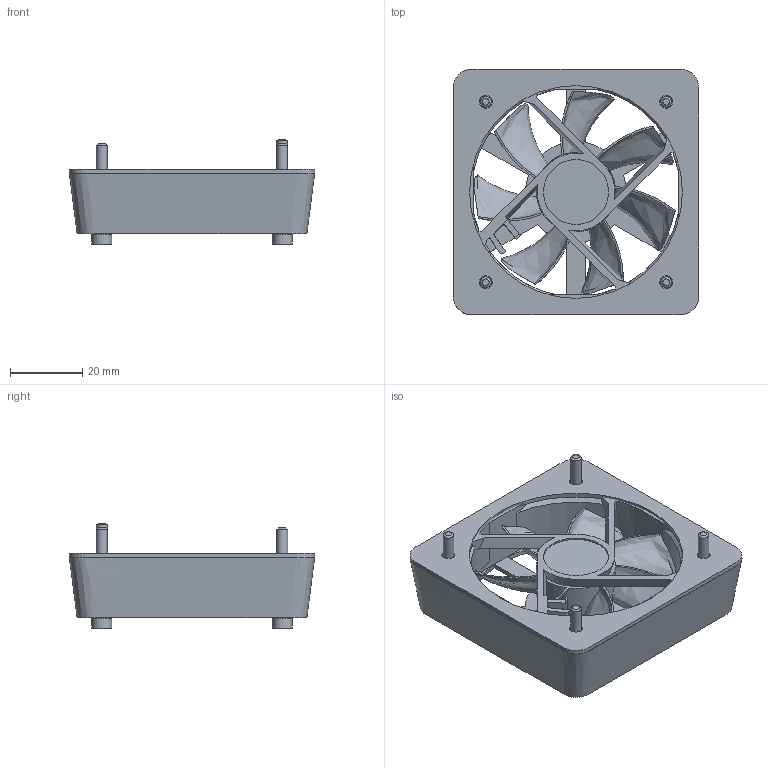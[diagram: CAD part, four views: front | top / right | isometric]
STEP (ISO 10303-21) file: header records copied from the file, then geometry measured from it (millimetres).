
FILE_DESCRIPTION(/* description */ (''),/* implementation_level */ '2;1');
FILE_NAME(/* name */ '6015 Fan Assembly.step',/* time_stamp */ '2023-06-05T04:53:12-05:00',/* author */ (''),/* organization */ (''),/* preprocessor_version */ 'ST-DEVELOPER v19.2',/* originating_system */ 'Autodesk Translation Framework v12.6.0.85',/* authorisation */ '');
FILE_SCHEMA (('AUTOMOTIVE_DESIGN { 1 0 10303 214 3 1 1 }'));
Length unit declared in the file: millimetre
Products named in the file (8): 6015 Fan Assembly; 6015 Fan; 6015 Fan Cage; 6015 Fan Gasket; PN505; PN704; Fan Wheel; Fan-Sunont_60x60x15mm
Assembly tree (10 placements, depth 3):
  6015 Fan Assembly
    6015 Fan
      6015 Fan Cage
      6015 Fan Gasket
    PN505  x4
    PN704
      Fan Wheel
      Fan-Sunont_60x60x15mm
Bounding box: 68.01 x 68 x 29.2 mm (x, y, z)
Volume: 24974.9 mm3; surface area: 36033.5 mm2
Topology: 8 solids, 8 shells, 340 faces, 845 edges, 536 vertices
Faces by surface type: plane 171, cylinder 71, cone 64, bspline 24, torus 10
Full cylindrical faces by diameter (mm): 3 x4, 3.6 x8, 4.3 x4, 5.5 x4, 18 x1, 20 x1, 59 x1
Entity records: 10288 total; most frequent: CARTESIAN_POINT 3200, ORIENTED_EDGE 1462, DIRECTION 1378, EDGE_CURVE 731, AXIS2_PLACEMENT_3D 485, VERTEX_POINT 473, LINE 408, VECTOR 408
